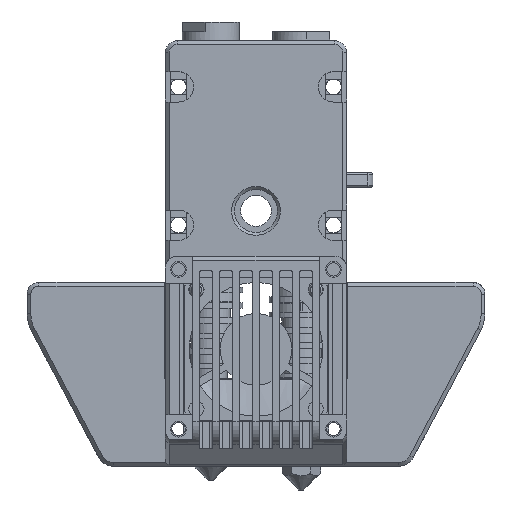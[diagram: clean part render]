
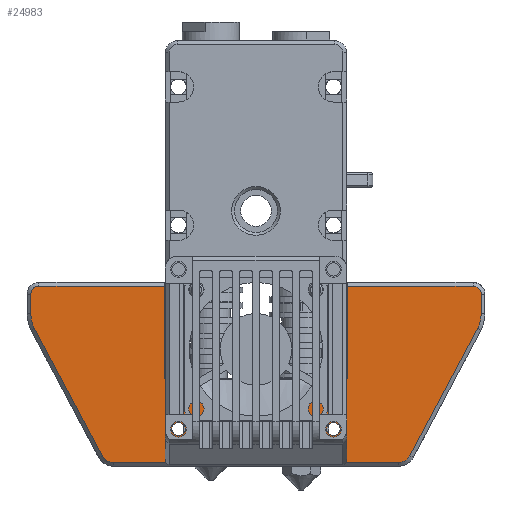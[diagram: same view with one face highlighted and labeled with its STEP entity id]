
A CAD part, front view. The second image highlights one B-rep face of the part: STEP entity #24983.
In plain terms, the highlighted planar face has unit normal (0, -1, 0).
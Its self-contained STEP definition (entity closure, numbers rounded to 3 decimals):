
#477=FACE_BOUND('',#9738,.T.);
#478=FACE_BOUND('',#9739,.T.);
#2227=LINE('',#42852,#4522);
#2232=LINE('',#42890,#4527);
#2277=LINE('',#42987,#4572);
#2280=LINE('',#43043,#4575);
#2284=LINE('',#43076,#4579);
#2288=LINE('',#43131,#4583);
#2292=LINE('',#43170,#4587);
#2296=LINE('',#43203,#4591);
#2299=LINE('',#43253,#4594);
#2305=LINE('',#43263,#4600);
#2510=LINE('',#44535,#4805);
#4522=VECTOR('',#32283,10.);
#4527=VECTOR('',#32288,10.);
#4572=VECTOR('',#32373,10.);
#4575=VECTOR('',#32378,10.);
#4579=VECTOR('',#32384,10.);
#4583=VECTOR('',#32390,10.);
#4587=VECTOR('',#32396,10.);
#4591=VECTOR('',#32402,10.);
#4594=VECTOR('',#32407,10.);
#4600=VECTOR('',#32415,10.);
#4805=VECTOR('',#32852,10.);
#6134=PLANE('',#27380);
#7028=CIRCLE('',#27381,14.4);
#7029=CIRCLE('',#27382,1.4);
#7030=CIRCLE('',#27383,1.4);
#8241=FACE_OUTER_BOUND('',#9737,.T.);
#9737=EDGE_LOOP('',(#21282,#21283,#21284,#21285,#21286,#21287,#21288,#21289,
#21290,#21291,#21292,#21293,#21294,#21295,#21296,#21297,#21298,#21299));
#9738=EDGE_LOOP('',(#21300));
#9739=EDGE_LOOP('',(#21301));
#10413=B_SPLINE_CURVE_WITH_KNOTS('',3,(#43031,#43032,#43033,#43034,#43035,
#43036,#43037,#43038),.UNSPECIFIED.,.F.,.F.,(4,2,2,4),(0.,0.199,
0.296,0.394),.UNSPECIFIED.);
#10415=B_SPLINE_CURVE_WITH_KNOTS('',3,(#43068,#43069,#43070,#43071),
 .UNSPECIFIED.,.F.,.F.,(4,4),(0.,0.358),.UNSPECIFIED.);
#10417=B_SPLINE_CURVE_WITH_KNOTS('',3,(#43120,#43121,#43122,#43123,#43124,
#43125,#43126,#43127),.UNSPECIFIED.,.F.,.F.,(4,2,2,4),(0.,0.136,
0.256,0.372),.UNSPECIFIED.);
#10419=B_SPLINE_CURVE_WITH_KNOTS('',3,(#43160,#43161,#43162,#43163,#43164),
 .UNSPECIFIED.,.F.,.F.,(4,1,4),(0.,0.16,0.372),
 .UNSPECIFIED.);
#10421=B_SPLINE_CURVE_WITH_KNOTS('',3,(#43194,#43195,#43196,#43197),
 .UNSPECIFIED.,.F.,.F.,(4,4),(0.,0.358),.UNSPECIFIED.);
#10423=B_SPLINE_CURVE_WITH_KNOTS('',3,(#43242,#43243,#43244,#43245,#43246,
#43247,#43248),.UNSPECIFIED.,.F.,.F.,(4,1,2,4),(0.,0.148,0.296,
0.394),.UNSPECIFIED.);
#11989=VERTEX_POINT('',#42849);
#11990=VERTEX_POINT('',#42851);
#11995=VERTEX_POINT('',#42887);
#11996=VERTEX_POINT('',#42889);
#12025=VERTEX_POINT('',#42980);
#12028=VERTEX_POINT('',#42985);
#12030=VERTEX_POINT('',#43029);
#12032=VERTEX_POINT('',#43041);
#12034=VERTEX_POINT('',#43066);
#12036=VERTEX_POINT('',#43074);
#12037=VERTEX_POINT('',#43118);
#12038=VERTEX_POINT('',#43129);
#12040=VERTEX_POINT('',#43158);
#12042=VERTEX_POINT('',#43168);
#12044=VERTEX_POINT('',#43192);
#12046=VERTEX_POINT('',#43201);
#12048=VERTEX_POINT('',#43240);
#12050=VERTEX_POINT('',#43251);
#12230=VERTEX_POINT('',#44536);
#12231=VERTEX_POINT('',#44538);
#15049=EDGE_CURVE('',#11990,#11989,#2227,.T.);
#15055=EDGE_CURVE('',#11996,#11995,#2232,.T.);
#15104=EDGE_CURVE('',#12028,#12025,#2277,.T.);
#15107=EDGE_CURVE('',#12030,#12028,#10413,.T.);
#15109=EDGE_CURVE('',#12032,#12030,#2280,.T.);
#15113=EDGE_CURVE('',#12034,#12032,#10415,.T.);
#15115=EDGE_CURVE('',#12036,#12034,#2284,.T.);
#15119=EDGE_CURVE('',#12037,#12036,#10417,.T.);
#15121=EDGE_CURVE('',#12038,#12037,#2288,.T.);
#15124=EDGE_CURVE('',#12040,#12038,#10419,.T.);
#15127=EDGE_CURVE('',#12042,#12040,#2292,.T.);
#15130=EDGE_CURVE('',#12044,#12042,#10421,.T.);
#15133=EDGE_CURVE('',#12046,#12044,#2296,.T.);
#15136=EDGE_CURVE('',#12048,#12046,#10423,.T.);
#15138=EDGE_CURVE('',#12050,#12048,#2299,.T.);
#15144=EDGE_CURVE('',#12050,#11996,#2305,.T.);
#15427=EDGE_CURVE('',#11995,#11990,#7028,.T.);
#15428=EDGE_CURVE('',#11989,#12025,#2510,.T.);
#15429=EDGE_CURVE('',#12230,#12230,#7029,.T.);
#15430=EDGE_CURVE('',#12231,#12231,#7030,.T.);
#21282=ORIENTED_EDGE('',*,*,#15138,.F.);
#21283=ORIENTED_EDGE('',*,*,#15144,.T.);
#21284=ORIENTED_EDGE('',*,*,#15055,.T.);
#21285=ORIENTED_EDGE('',*,*,#15427,.T.);
#21286=ORIENTED_EDGE('',*,*,#15049,.T.);
#21287=ORIENTED_EDGE('',*,*,#15428,.T.);
#21288=ORIENTED_EDGE('',*,*,#15104,.F.);
#21289=ORIENTED_EDGE('',*,*,#15107,.F.);
#21290=ORIENTED_EDGE('',*,*,#15109,.F.);
#21291=ORIENTED_EDGE('',*,*,#15113,.F.);
#21292=ORIENTED_EDGE('',*,*,#15115,.F.);
#21293=ORIENTED_EDGE('',*,*,#15119,.F.);
#21294=ORIENTED_EDGE('',*,*,#15121,.F.);
#21295=ORIENTED_EDGE('',*,*,#15124,.F.);
#21296=ORIENTED_EDGE('',*,*,#15127,.F.);
#21297=ORIENTED_EDGE('',*,*,#15130,.F.);
#21298=ORIENTED_EDGE('',*,*,#15133,.F.);
#21299=ORIENTED_EDGE('',*,*,#15136,.F.);
#21300=ORIENTED_EDGE('',*,*,#15429,.T.);
#21301=ORIENTED_EDGE('',*,*,#15430,.T.);
#24983=ADVANCED_FACE('',(#8241,#477,#478),#6134,.F.);
#27380=AXIS2_PLACEMENT_3D('',#44533,#32848,#32849);
#27381=AXIS2_PLACEMENT_3D('',#44534,#32850,#32851);
#27382=AXIS2_PLACEMENT_3D('',#44537,#32853,#32854);
#27383=AXIS2_PLACEMENT_3D('',#44539,#32855,#32856);
#32283=DIRECTION('',(-1.,0.,0.));
#32288=DIRECTION('',(-1.,0.,0.));
#32373=DIRECTION('',(1.,0.,0.));
#32378=DIRECTION('',(0.,0.,1.));
#32384=DIRECTION('',(-0.469,0.,0.883));
#32390=DIRECTION('',(-1.,0.,0.));
#32396=DIRECTION('',(-0.469,0.,-0.883));
#32402=DIRECTION('',(0.,0.,-1.));
#32407=DIRECTION('',(1.,0.,0.));
#32415=DIRECTION('',(0.,0.,-1.));
#32848=DIRECTION('center_axis',(0.,1.,0.));
#32849=DIRECTION('ref_axis',(1.,0.,0.));
#32850=DIRECTION('center_axis',(0.,1.,0.));
#32851=DIRECTION('ref_axis',(1.,0.,0.));
#32852=DIRECTION('',(0.,0.,1.));
#32853=DIRECTION('center_axis',(0.,1.,0.));
#32854=DIRECTION('ref_axis',(1.,0.,0.));
#32855=DIRECTION('center_axis',(0.,1.,0.));
#32856=DIRECTION('ref_axis',(1.,0.,0.));
#42849=CARTESIAN_POINT('',(-19.2,-21.,-2.133));
#42851=CARTESIAN_POINT('',(-13.029,-21.,-2.133));
#42852=CARTESIAN_POINT('',(-9.6,-21.,-2.133));
#42887=CARTESIAN_POINT('',(13.029,-21.,-2.133));
#42889=CARTESIAN_POINT('',(19.2,-21.,-2.133));
#42890=CARTESIAN_POINT('',(6.514,-21.,-2.133));
#42980=CARTESIAN_POINT('',(-19.2,-21.,17.2));
#42985=CARTESIAN_POINT('',(-45.5,-21.,17.2));
#42987=CARTESIAN_POINT('',(-24.,-21.,17.2));
#43029=CARTESIAN_POINT('',(-47.2,-21.,15.5));
#43031=CARTESIAN_POINT('Ctrl Pts',(-47.2,-21.,15.5));
#43032=CARTESIAN_POINT('Ctrl Pts',(-47.2,-21.,15.952));
#43033=CARTESIAN_POINT('Ctrl Pts',(-47.014,-21.,16.397));
#43034=CARTESIAN_POINT('Ctrl Pts',(-46.535,-21.,16.866));
#43035=CARTESIAN_POINT('Ctrl Pts',(-46.351,-21.,16.988));
#43036=CARTESIAN_POINT('Ctrl Pts',(-45.944,-21.,17.156));
#43037=CARTESIAN_POINT('Ctrl Pts',(-45.723,-21.,17.2));
#43038=CARTESIAN_POINT('Ctrl Pts',(-45.5,-21.,17.2));
#43041=CARTESIAN_POINT('',(-47.2,-21.,11.431));
#43043=CARTESIAN_POINT('',(-47.2,-21.,4.179));
#43066=CARTESIAN_POINT('',(-46.438,-21.,8.376));
#43068=CARTESIAN_POINT('Ctrl Pts',(-46.438,-21.,8.376));
#43069=CARTESIAN_POINT('Ctrl Pts',(-46.937,-21.,9.313));
#43070=CARTESIAN_POINT('Ctrl Pts',(-47.2,-21.,10.369));
#43071=CARTESIAN_POINT('Ctrl Pts',(-47.2,-21.,11.431));
#43074=CARTESIAN_POINT('',(-32.253,-21.,-18.303));
#43076=CARTESIAN_POINT('',(-31.749,-21.,-19.251));
#43118=CARTESIAN_POINT('',(-29.928,-21.,-19.7));
#43120=CARTESIAN_POINT('Ctrl Pts',(-29.928,-21.,-19.7));
#43121=CARTESIAN_POINT('Ctrl Pts',(-30.277,-21.,-19.7));
#43122=CARTESIAN_POINT('Ctrl Pts',(-30.622,-21.,-19.631));
#43123=CARTESIAN_POINT('Ctrl Pts',(-31.227,-21.,-19.378));
#43124=CARTESIAN_POINT('Ctrl Pts',(-31.487,-21.,-19.211));
#43125=CARTESIAN_POINT('Ctrl Pts',(-31.931,-21.,-18.802));
#43126=CARTESIAN_POINT('Ctrl Pts',(-32.113,-21.,-18.565));
#43127=CARTESIAN_POINT('Ctrl Pts',(-32.253,-21.,-18.303));
#43129=CARTESIAN_POINT('',(29.928,-21.,-19.7));
#43131=CARTESIAN_POINT('',(15.995,-21.,-19.7));
#43158=CARTESIAN_POINT('',(32.253,-21.,-18.303));
#43160=CARTESIAN_POINT('Ctrl Pts',(32.253,-21.,-18.303));
#43161=CARTESIAN_POINT('Ctrl Pts',(32.061,-21.,-18.664));
#43162=CARTESIAN_POINT('Ctrl Pts',(31.418,-21.,-19.396));
#43163=CARTESIAN_POINT('Ctrl Pts',(30.473,-21.,-19.7));
#43164=CARTESIAN_POINT('Ctrl Pts',(29.928,-21.,-19.7));
#43168=CARTESIAN_POINT('',(46.438,-21.,8.376));
#43170=CARTESIAN_POINT('',(39.753,-21.,-4.197));
#43192=CARTESIAN_POINT('',(47.2,-21.,11.431));
#43194=CARTESIAN_POINT('Ctrl Pts',(47.2,-21.,11.431));
#43195=CARTESIAN_POINT('Ctrl Pts',(47.2,-21.,10.369));
#43196=CARTESIAN_POINT('Ctrl Pts',(46.937,-21.,9.313));
#43197=CARTESIAN_POINT('Ctrl Pts',(46.438,-21.,8.376));
#43201=CARTESIAN_POINT('',(47.2,-21.,15.5));
#43203=CARTESIAN_POINT('',(47.2,-21.,8.375));
#43240=CARTESIAN_POINT('',(45.5,-21.,17.2));
#43242=CARTESIAN_POINT('Ctrl Pts',(45.5,-21.,17.2));
#43243=CARTESIAN_POINT('Ctrl Pts',(45.835,-21.,17.2));
#43244=CARTESIAN_POINT('Ctrl Pts',(46.5,-21.,16.997));
#43245=CARTESIAN_POINT('Ctrl Pts',(46.944,-21.,16.459));
#43246=CARTESIAN_POINT('Ctrl Pts',(47.156,-21.,15.944));
#43247=CARTESIAN_POINT('Ctrl Pts',(47.2,-21.,15.723));
#43248=CARTESIAN_POINT('Ctrl Pts',(47.2,-21.,15.5));
#43251=CARTESIAN_POINT('',(19.2,-21.,17.2));
#43253=CARTESIAN_POINT('',(-24.,-21.,17.2));
#43263=CARTESIAN_POINT('',(19.2,-21.,-1.691));
#44533=CARTESIAN_POINT('Origin',(0.,-21.,-1.25));
#44534=CARTESIAN_POINT('Origin',(0.,-21.,4.));
#44535=CARTESIAN_POINT('',(-19.2,-21.,8.375));
#44536=CARTESIAN_POINT('',(14.85,-21.,-12.75));
#44537=CARTESIAN_POINT('Origin',(16.25,-21.,-12.75));
#44538=CARTESIAN_POINT('',(-17.65,-21.,-12.75));
#44539=CARTESIAN_POINT('Origin',(-16.25,-21.,-12.75));
